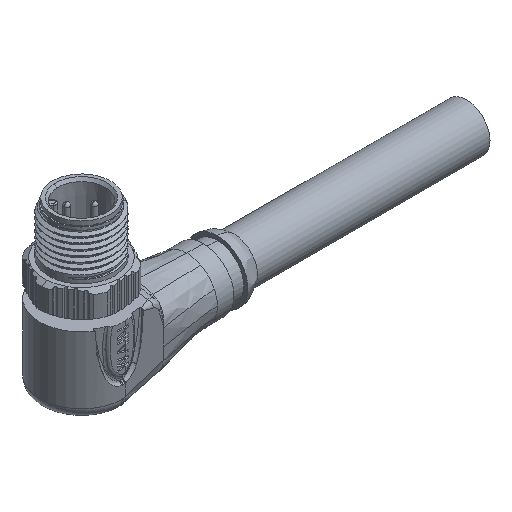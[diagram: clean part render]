
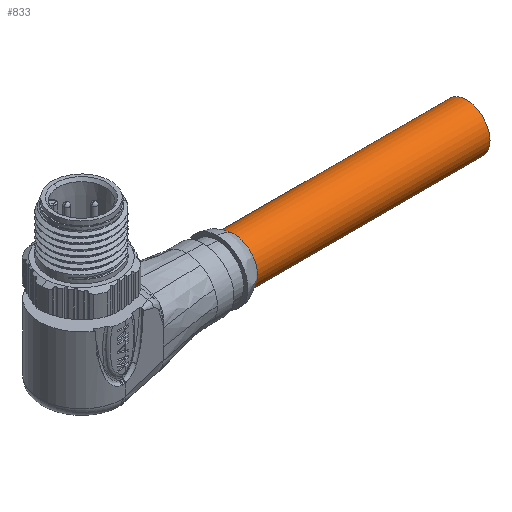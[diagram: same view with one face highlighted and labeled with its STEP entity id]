
A CAD part, isometric view. The second image highlights one B-rep face of the part: STEP entity #833.
In plain terms, the highlighted cylindrical face has radius 4.25 mm (diameter 8.5 mm), a full revolution.
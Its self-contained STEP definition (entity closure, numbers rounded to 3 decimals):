
#130=FACE_BOUND('',#1872,.T.);
#131=FACE_BOUND('',#1873,.T.);
#833=ADVANCED_FACE('',(#130,#131),#980,.T.);
#980=CYLINDRICAL_SURFACE('',#8492,4.25);
#1872=EDGE_LOOP('',(#5026));
#1873=EDGE_LOOP('',(#5027,#5028));
#2037=CIRCLE('',#8370,4.25);
#2039=CIRCLE('',#8372,4.25);
#2070=CIRCLE('',#8491,4.25);
#5026=ORIENTED_EDGE('',*,*,#7013,.F.);
#5027=ORIENTED_EDGE('',*,*,#6734,.F.);
#5028=ORIENTED_EDGE('',*,*,#6736,.T.);
#5640=VERTEX_POINT('',#17374);
#5641=VERTEX_POINT('',#17376);
#5811=VERTEX_POINT('',#20765);
#6734=EDGE_CURVE('',#5640,#5641,#2037,.T.);
#6736=EDGE_CURVE('',#5640,#5641,#2039,.T.);
#7013=EDGE_CURVE('',#5811,#5811,#2070,.T.);
#8370=AXIS2_PLACEMENT_3D('',#17375,#9746,#9747);
#8372=AXIS2_PLACEMENT_3D('',#17394,#9750,#9751);
#8491=AXIS2_PLACEMENT_3D('',#20764,#10116,#10117);
#8492=AXIS2_PLACEMENT_3D('',#20766,#10118,#10119);
#9746=DIRECTION('',(-1.,0.,0.));
#9747=DIRECTION('',(0.,0.,-1.));
#9750=DIRECTION('',(1.,0.,0.));
#9751=DIRECTION('',(0.,0.,-1.));
#10116=DIRECTION('',(1.,0.,0.));
#10117=DIRECTION('',(0.,1.,0.));
#10118=DIRECTION('',(-1.,0.,0.));
#10119=DIRECTION('',(0.,0.,1.));
#17374=CARTESIAN_POINT('',(27.5,0.,-24.65));
#17375=CARTESIAN_POINT('',(27.5,0.,-20.4));
#17376=CARTESIAN_POINT('',(27.5,0.,-16.15));
#17394=CARTESIAN_POINT('',(27.5,0.,-20.4));
#20764=CARTESIAN_POINT('',(69.41,0.,-20.4));
#20765=CARTESIAN_POINT('',(69.41,4.25,-20.4));
#20766=CARTESIAN_POINT('',(69.41,0.,-20.4));
